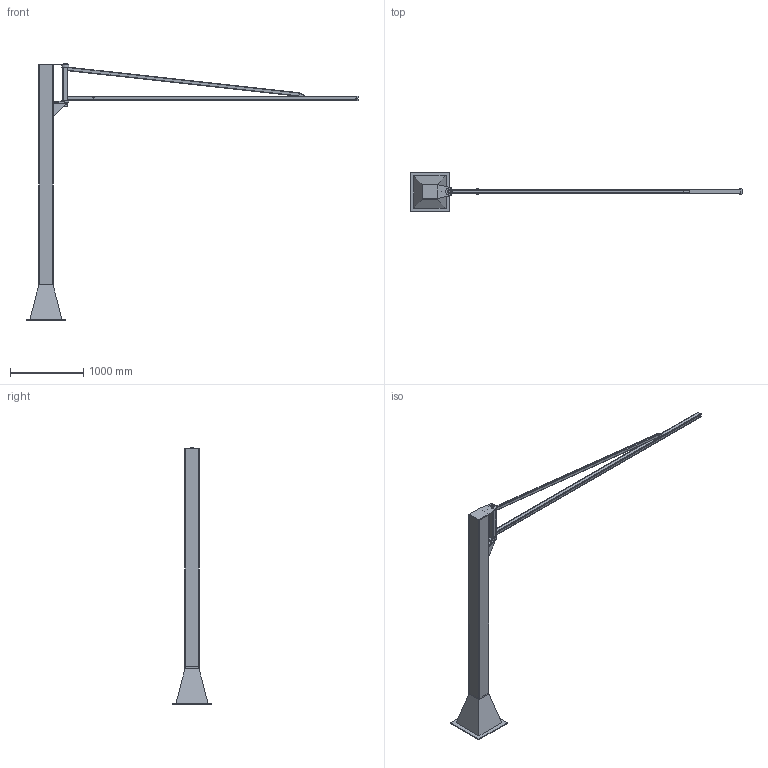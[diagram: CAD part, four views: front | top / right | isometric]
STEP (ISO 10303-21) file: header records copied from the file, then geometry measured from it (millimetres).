
FILE_DESCRIPTION(('STEP AP214'),'1');
FILE_NAME('ODEN PKO 125-4.stp','2018-02-07T12:50:28',(' '),(' '),'Spatial InterOp 3D',' ',' ');
FILE_SCHEMA(('automotive_design'));
Length unit declared in the file: millimetre
Products named in the file (45): Pelare III; _vre F_st_ra III; Undre F_st_ra III; F_rst_rkningspl_t III; Broms Pelare III; Bromsback III; Bolt Assembly; M6M M10; G_ngst_ng M10x110; Axel III _ IV; Hylsa III _ IV; Distansbricka III _ IV; Axelkant III _ IV; Bultf_rband M8x65; M6S M8x65; DIN_985 M8; pelare; Part2; Part3; PMH Pelarsvangkran Oden 125-4; O0125-4; KKR; Profil 5; Lagerbox III; Bultf_rband M10x80; DIN_985 M10; M6S M10x80; _ndstopp Profil 5; Polyfj_der 32s_12; Hydraulr_r, L=55; Kil III; Kil Ovansida III; Kil sida III
Assembly tree (45 placements, depth 5):
  PMH Pelarsvangkran Oden 125-4
    Pelare III
      _vre F_st_ra III
      Undre F_st_ra III
      F_rst_rkningspl_t III
      F_rst_rkningspl_t III
      Broms Pelare III
        Bromsback III
        Bolt Assembly
          M6M M10
          M6M M10
          G_ngst_ng M10x110
        Bolt Assembly
          M6M M10  x2
          G_ngst_ng M10x110
      Axel III _ IV
        Hylsa III _ IV
        Distansbricka III _ IV
        Axel III _ IV
        Axelkant III _ IV
        Bultf_rband M8x65
          M6S M8x65
          DIN_985 M8
      pelare
      Part2
      Part3
    O0125-4
      KKR
      Profil 5
      KKR
      Lagerbox III
      Lagerbox III
      Bultf_rband M10x80
        DIN_985 M10
        M6S M10x80
      _ndstopp Profil 5
        Polyfj_der 32s_12
        Hydraulr_r, L=55
        Bultf_rband M10x80
          DIN_985 M10
          M6S M10x80
      Kil III
        Kil Ovansida III
        Kil sida III
        Kil sida III
Bounding box: 4537.5 x 545 x 3515 mm (x, y, z)
Volume: 185140806.5 mm3; surface area: 6736242.7 mm2
Topology: 34 solids, 34 shells, 399 faces, 860 edges, 532 vertices
Faces by surface type: plane 209, cone 114, cylinder 76
Full cylindrical faces by diameter (mm): 4.5 x1, 7.28 x1, 8 x2, 9 x3, 9.1 x2, 10 x10, 11 x7, 12 x1, 13 x1, 15 x1, 17 x2, 32 x1, 35 x3, 35.5 x2, 36 x1, 50 x3, 100 x2
Entity records: 14154 total; most frequent: CARTESIAN_POINT 2441, DIRECTION 1678, ORIENTED_EDGE 1506, EDGE_CURVE 753, AXIS2_PLACEMENT_3D 676, VERTEX_POINT 503, EDGE_LOOP 482, FACE_OUTER_BOUND 420
